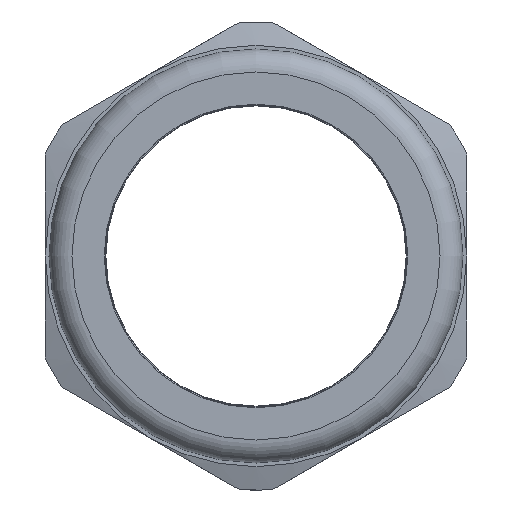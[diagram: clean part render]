
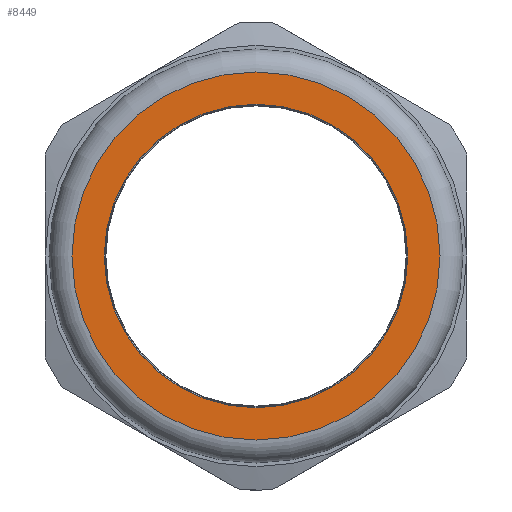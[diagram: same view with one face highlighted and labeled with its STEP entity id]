
A CAD part, left-side view. The second image highlights one B-rep face of the part: STEP entity #8449.
In plain terms, the highlighted planar face has unit normal (-1, 0, 0).
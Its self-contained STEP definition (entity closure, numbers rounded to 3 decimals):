
#374=FACE_BOUND('',#2805,.T.);
#460=CIRCLE('',#9023,32.41);
#461=CIRCLE('',#9025,39.32);
#1930=PLANE('',#9024);
#2305=FACE_OUTER_BOUND('',#2804,.T.);
#2804=EDGE_LOOP('',(#5789));
#2805=EDGE_LOOP('',(#5790));
#3367=VERTEX_POINT('',#15765);
#3368=VERTEX_POINT('',#15768);
#4322=EDGE_CURVE('',#3367,#3367,#460,.T.);
#4323=EDGE_CURVE('',#3368,#3368,#461,.T.);
#5789=ORIENTED_EDGE('',*,*,#4323,.F.);
#5790=ORIENTED_EDGE('',*,*,#4322,.T.);
#8449=ADVANCED_FACE('',(#2305,#374),#1930,.T.);
#9023=AXIS2_PLACEMENT_3D('',#15766,#10565,#10566);
#9024=AXIS2_PLACEMENT_3D('',#15767,#10567,#10568);
#9025=AXIS2_PLACEMENT_3D('',#15769,#10569,#10570);
#10565=DIRECTION('center_axis',(1.,0.,0.));
#10566=DIRECTION('ref_axis',(0.,0.,-1.));
#10567=DIRECTION('center_axis',(-1.,0.,0.));
#10568=DIRECTION('ref_axis',(0.,0.,1.));
#10569=DIRECTION('center_axis',(1.,0.,0.));
#10570=DIRECTION('ref_axis',(0.,0.,-1.));
#15765=CARTESIAN_POINT('',(-28.,32.41,0.));
#15766=CARTESIAN_POINT('Origin',(-28.,0.,0.));
#15767=CARTESIAN_POINT('Origin',(-28.,39.32,0.));
#15768=CARTESIAN_POINT('',(-28.,39.32,0.));
#15769=CARTESIAN_POINT('Origin',(-28.,0.,0.));
